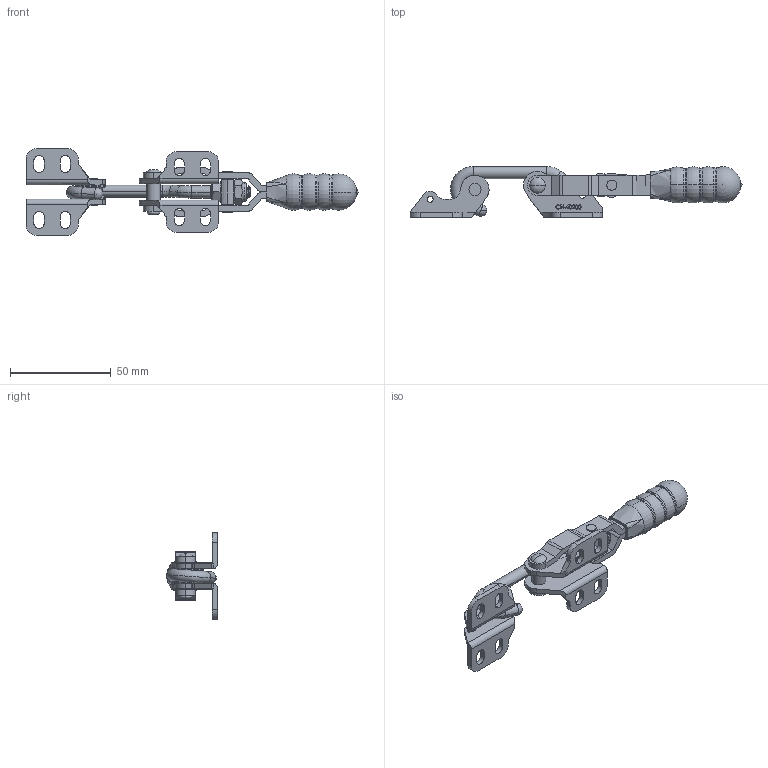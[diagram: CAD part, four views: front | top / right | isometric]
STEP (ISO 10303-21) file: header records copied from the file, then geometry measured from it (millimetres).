
FILE_DESCRIPTION (( 'STEP AP203' ), '1' );
FILE_NAME ('CH-40200.STEP', '2017-11-29T08:28:06', ( 'Windows' ), ( 'Microsoft' ), 'SwSTEP 2.0', 'SolidWorks 2015', '' );
FILE_SCHEMA (( 'CONFIG_CONTROL_DESIGN' ));
Length unit declared in the file: millimetre
Products named in the file (13): CH-40200-06; CH-40200-07; CH-40200-08; CH-40200-10; CH-40200-01 FLANGED BASE; M6 LOCK NUT; CH-40200 PERMANENT SEAT; M6 NUT; CH-40200-02 HANDLE; 40200綵竄杶; CH-40200-03 HOOK; CH-40200; CH-40200-05
Assembly tree (12 placements, depth 2):
  CH-40200
    CH-40200-01 FLANGED BASE
    CH-40200 PERMANENT SEAT
    CH-40200-02 HANDLE
    CH-40200-03 HOOK
    CH-40200-05
    CH-40200-06
    CH-40200-07
    CH-40200-08
    CH-40200-10
    M6 LOCK NUT
    M6 NUT
    40200綵竄杶
Bounding box: 164.96 x 25.29 x 43 mm (x, y, z)
Volume: 26658 mm3; surface area: 23632.4 mm2
Topology: 15 solids, 15 shells, 749 faces, 2021 edges, 1322 vertices
Faces by surface type: plane 276, cylinder 211, bspline 189, cone 35, torus 34, sphere 4
Entity records: 36046 total; most frequent: CARTESIAN_POINT 17303, ORIENTED_EDGE 4006, DIRECTION 2988, EDGE_CURVE 2003, VERTEX_POINT 1317, LINE 1032, VECTOR 1032, AXIS2_PLACEMENT_3D 978
